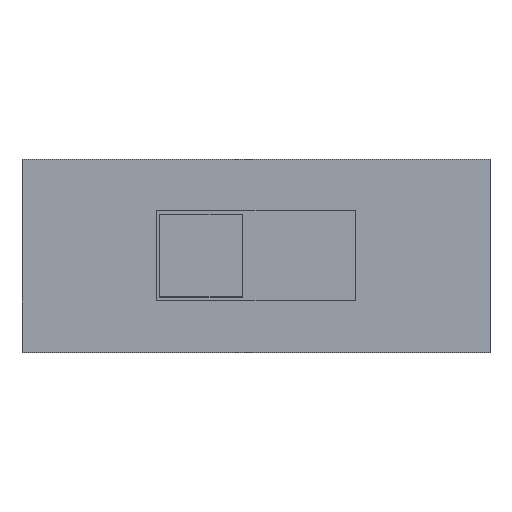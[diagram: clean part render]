
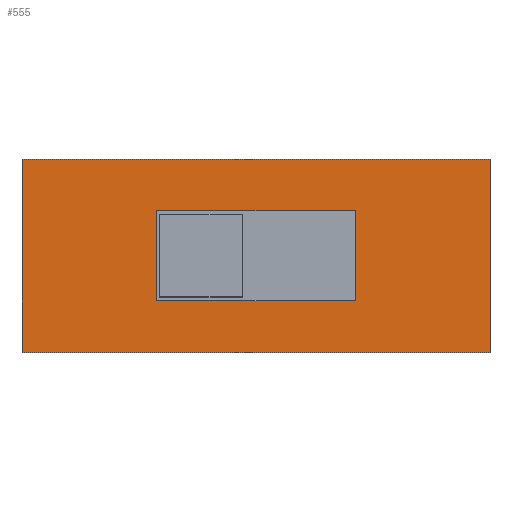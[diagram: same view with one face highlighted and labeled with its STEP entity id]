
A CAD part, top view. The second image highlights one B-rep face of the part: STEP entity #555.
In plain terms, the highlighted planar face has unit normal (0, 0, 1).
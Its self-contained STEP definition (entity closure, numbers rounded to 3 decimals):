
#16=FACE_BOUND('',#82,.T.);
#49=FACE_OUTER_BOUND('',#81,.T.);
#81=EDGE_LOOP('',(#471,#472,#473,#474));
#82=EDGE_LOOP('',(#475,#476,#477,#478));
#123=LINE('',#826,#195);
#127=LINE('',#834,#199);
#130=LINE('',#840,#202);
#133=LINE('',#845,#205);
#149=LINE('',#880,#221);
#152=LINE('',#886,#224);
#155=LINE('',#892,#227);
#158=LINE('',#896,#230);
#195=VECTOR('',#681,10.);
#199=VECTOR('',#687,10.);
#202=VECTOR('',#692,10.);
#205=VECTOR('',#697,10.);
#221=VECTOR('',#727,10.);
#224=VECTOR('',#732,10.);
#227=VECTOR('',#737,10.);
#230=VECTOR('',#742,10.);
#255=VERTEX_POINT('',#824);
#256=VERTEX_POINT('',#825);
#259=VERTEX_POINT('',#833);
#261=VERTEX_POINT('',#839);
#273=VERTEX_POINT('',#877);
#274=VERTEX_POINT('',#879);
#276=VERTEX_POINT('',#885);
#278=VERTEX_POINT('',#891);
#315=EDGE_CURVE('',#255,#256,#123,.T.);
#319=EDGE_CURVE('',#259,#255,#127,.T.);
#322=EDGE_CURVE('',#261,#259,#130,.T.);
#325=EDGE_CURVE('',#256,#261,#133,.T.);
#341=EDGE_CURVE('',#274,#273,#149,.T.);
#344=EDGE_CURVE('',#276,#274,#152,.T.);
#347=EDGE_CURVE('',#278,#276,#155,.T.);
#350=EDGE_CURVE('',#273,#278,#158,.T.);
#471=ORIENTED_EDGE('',*,*,#350,.T.);
#472=ORIENTED_EDGE('',*,*,#347,.T.);
#473=ORIENTED_EDGE('',*,*,#344,.T.);
#474=ORIENTED_EDGE('',*,*,#341,.T.);
#475=ORIENTED_EDGE('',*,*,#315,.T.);
#476=ORIENTED_EDGE('',*,*,#325,.T.);
#477=ORIENTED_EDGE('',*,*,#322,.T.);
#478=ORIENTED_EDGE('',*,*,#319,.T.);
#524=PLANE('',#609);
#555=ADVANCED_FACE('',(#49,#16),#524,.T.);
#609=AXIS2_PLACEMENT_3D('',#897,#743,#744);
#681=DIRECTION('',(0.,1.,0.));
#687=DIRECTION('',(-1.,0.,0.));
#692=DIRECTION('',(0.,-1.,0.));
#697=DIRECTION('',(1.,0.,0.));
#727=DIRECTION('',(0.,1.,0.));
#732=DIRECTION('',(1.,0.,0.));
#737=DIRECTION('',(0.,-1.,0.));
#742=DIRECTION('',(-1.,0.,0.));
#743=DIRECTION('center_axis',(0.,0.,1.));
#744=DIRECTION('ref_axis',(1.,0.,0.));
#824=CARTESIAN_POINT('',(-1.8,-0.82,3.5));
#825=CARTESIAN_POINT('',(-1.8,0.82,3.5));
#826=CARTESIAN_POINT('',(-1.8,-0.41,3.5));
#833=CARTESIAN_POINT('',(1.8,-0.82,3.5));
#834=CARTESIAN_POINT('',(0.9,-0.82,3.5));
#839=CARTESIAN_POINT('',(1.8,0.82,3.5));
#840=CARTESIAN_POINT('',(1.8,0.41,3.5));
#845=CARTESIAN_POINT('',(-0.9,0.82,3.5));
#877=CARTESIAN_POINT('',(4.25,1.75,3.5));
#879=CARTESIAN_POINT('',(4.25,-1.75,3.5));
#880=CARTESIAN_POINT('',(4.25,-1.75,3.5));
#885=CARTESIAN_POINT('',(-4.25,-1.75,3.5));
#886=CARTESIAN_POINT('',(-4.25,-1.75,3.5));
#891=CARTESIAN_POINT('',(-4.25,1.75,3.5));
#892=CARTESIAN_POINT('',(-4.25,1.75,3.5));
#896=CARTESIAN_POINT('',(4.25,1.75,3.5));
#897=CARTESIAN_POINT('Origin',(0.,0.,3.5));
